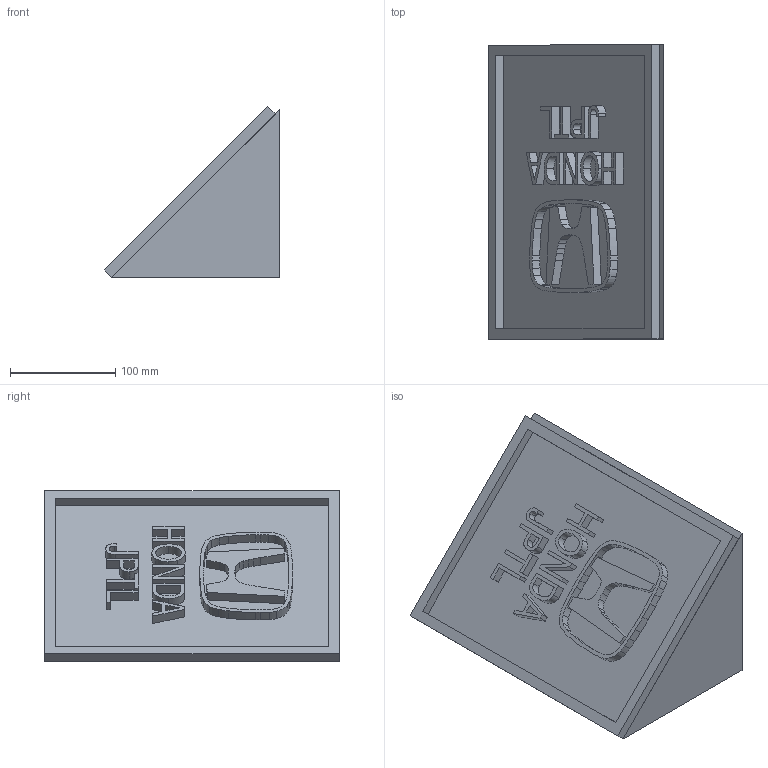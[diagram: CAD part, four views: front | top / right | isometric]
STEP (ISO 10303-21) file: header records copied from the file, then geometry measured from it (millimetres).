
FILE_DESCRIPTION(/* description */ (''),/* implementation_level */ '2;1');
FILE_NAME(/* name */ 'WObjectLab1.stp',/* time_stamp */ '2024-03-22T21:36:19-05:00',/* author */ ('juanp'),/* organization */ (''),/* preprocessor_version */ 'ST-DEVELOPER v19',/* originating_system */ 'Autodesk Inventor 2023',/* authorisation */ '');
FILE_SCHEMA (('AUTOMOTIVE_DESIGN { 1 0 10303 214 3 1 1 }'));
Length unit declared in the file: millimetre
Products named in the file (3): WoLab1; BASE; LOGO
Assembly tree (2 placements, depth 2):
  WoLab1
    BASE
    LOGO
Bounding box: 167.07 x 280 x 162.63 mm (x, y, z)
Volume: 3732386.6 mm3; surface area: 249640.6 mm2
Topology: 13 solids, 13 shells, 220 faces, 582 edges, 388 vertices
Faces by surface type: plane 110, cylinder 86, bspline 24
Entity records: 7167 total; most frequent: CARTESIAN_POINT 1563, ORIENTED_EDGE 1164, DIRECTION 1108, EDGE_CURVE 582, VERTEX_POINT 388, AXIS2_PLACEMENT_3D 373, LINE 362, VECTOR 362
